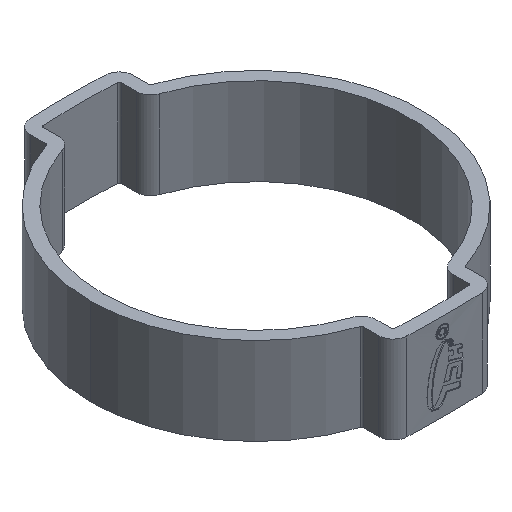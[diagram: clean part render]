
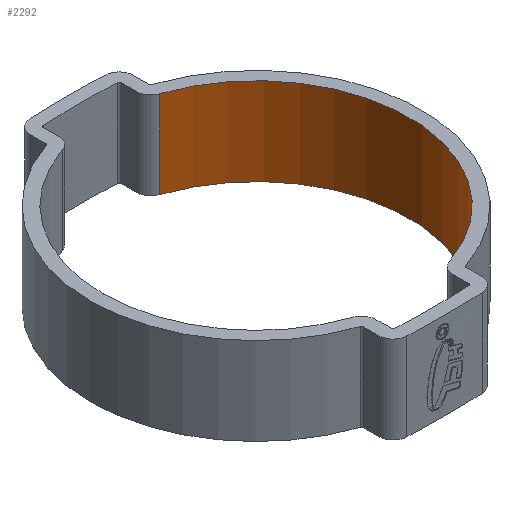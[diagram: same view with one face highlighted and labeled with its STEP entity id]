
A CAD part, isometric view. The second image highlights one B-rep face of the part: STEP entity #2292.
In plain terms, the highlighted cylindrical face has radius 15.75 mm (diameter 31.5 mm), a partial arc.
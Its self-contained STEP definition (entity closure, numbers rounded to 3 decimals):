
#161 = CARTESIAN_POINT ( 'NONE',  ( 0., 0., -4.5 ) ) ;
#176 = AXIS2_PLACEMENT_3D ( 'NONE', #1481, #1431, #3193 ) ;
#592 = EDGE_CURVE ( 'NONE', #1573, #3276, #884, .T. ) ;
#634 = EDGE_LOOP ( 'NONE', ( #5204, #1434, #3453, #2014 ) ) ;
#651 = VERTEX_POINT ( 'NONE', #2742 ) ;
#875 = VERTEX_POINT ( 'NONE', #5243 ) ;
#884 = LINE ( 'NONE', #3479, #3752 ) ;
#922 = CIRCLE ( 'NONE', #4598, 15.75 ) ;
#1044 = DIRECTION ( 'NONE',  ( -1., 0., 0. ) ) ;
#1332 = EDGE_CURVE ( 'NONE', #1573, #875, #922, .T. ) ;
#1431 = DIRECTION ( 'NONE',  ( 0., 0., -1. ) ) ;
#1434 = ORIENTED_EDGE ( 'NONE', *, *, #592, .F. ) ;
#1481 = CARTESIAN_POINT ( 'NONE',  ( 0., 0., 4.5 ) ) ;
#1573 = VERTEX_POINT ( 'NONE', #2630 ) ;
#2014 = ORIENTED_EDGE ( 'NONE', *, *, #3834, .T. ) ;
#2292 = ADVANCED_FACE ( 'NONE', ( #2331 ), #5426, .F. ) ;
#2297 = LINE ( 'NONE', #2780, #4949 ) ;
#2331 = FACE_OUTER_BOUND ( 'NONE', #634, .T. ) ;
#2630 = CARTESIAN_POINT ( 'NONE',  ( 5.022, -14.928, 4.5 ) ) ;
#2742 = CARTESIAN_POINT ( 'NONE',  ( 5.022, 14.928, -4.5 ) ) ;
#2780 = CARTESIAN_POINT ( 'NONE',  ( 5.022, 14.928, 4.5 ) ) ;
#2976 = CARTESIAN_POINT ( 'NONE',  ( 5.022, -14.928, -4.5 ) ) ;
#3168 = DIRECTION ( 'NONE',  ( 0., 0., -1. ) ) ;
#3191 = AXIS2_PLACEMENT_3D ( 'NONE', #161, #5459, #1044 ) ;
#3193 = DIRECTION ( 'NONE',  ( -1., 0., 0. ) ) ;
#3276 = VERTEX_POINT ( 'NONE', #2976 ) ;
#3453 = ORIENTED_EDGE ( 'NONE', *, *, #1332, .T. ) ;
#3479 = CARTESIAN_POINT ( 'NONE',  ( 5.022, -14.928, 4.5 ) ) ;
#3656 = CARTESIAN_POINT ( 'NONE',  ( 0., 0., 4.5 ) ) ;
#3752 = VECTOR ( 'NONE', #5191, 1000. ) ;
#3834 = EDGE_CURVE ( 'NONE', #875, #651, #2297, .T. ) ;
#4582 = CIRCLE ( 'NONE', #3191, 15.75 ) ;
#4598 = AXIS2_PLACEMENT_3D ( 'NONE', #3656, #5042, #5072 ) ;
#4715 = EDGE_CURVE ( 'NONE', #3276, #651, #4582, .T. ) ;
#4949 = VECTOR ( 'NONE', #3168, 1000. ) ;
#5042 = DIRECTION ( 'NONE',  ( 0., 0., 1. ) ) ;
#5072 = DIRECTION ( 'NONE',  ( -1., 0., 0. ) ) ;
#5191 = DIRECTION ( 'NONE',  ( 0., 0., -1. ) ) ;
#5204 = ORIENTED_EDGE ( 'NONE', *, *, #4715, .F. ) ;
#5243 = CARTESIAN_POINT ( 'NONE',  ( 5.022, 14.928, 4.5 ) ) ;
#5426 = CYLINDRICAL_SURFACE ( 'NONE', #176, 15.75 ) ;
#5459 = DIRECTION ( 'NONE',  ( 0., 0., 1. ) ) ;
